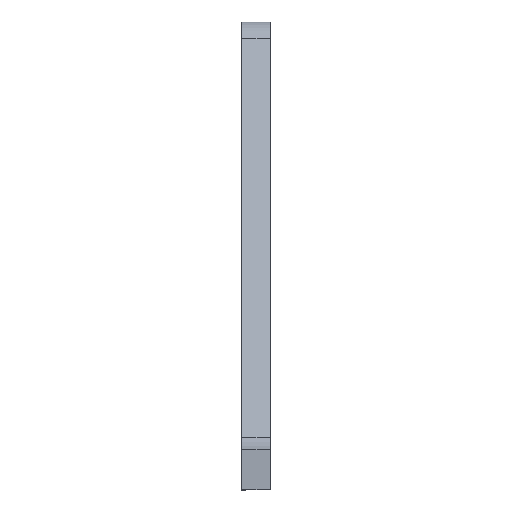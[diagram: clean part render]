
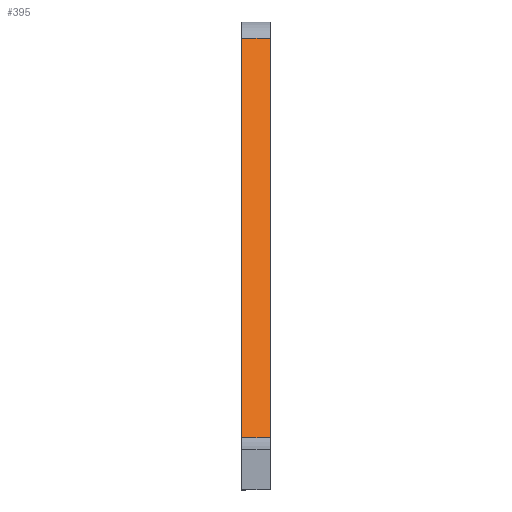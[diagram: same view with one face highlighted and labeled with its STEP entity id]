
A CAD part, front view. The second image highlights one B-rep face of the part: STEP entity #395.
In plain terms, the highlighted planar face has unit normal (0, -0.906, 0.423).
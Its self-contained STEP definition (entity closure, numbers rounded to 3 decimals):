
#99 = VERTEX_POINT('',#100);
#100 = CARTESIAN_POINT('',(0.,40.385,96.536));
#107 = EDGE_CURVE('',#108,#99,#110,.T.);
#108 = VERTEX_POINT('',#109);
#109 = CARTESIAN_POINT('',(0.,0.562,11.136));
#110 = LINE('',#111,#112);
#111 = CARTESIAN_POINT('',(0.,0.,9.931));
#112 = VECTOR('',#113,1.);
#113 = DIRECTION('',(0.,0.423,0.906));
#283 = EDGE_CURVE('',#108,#284,#286,.T.);
#284 = VERTEX_POINT('',#285);
#285 = CARTESIAN_POINT('',(-6.,0.562,11.136));
#286 = LINE('',#287,#288);
#287 = CARTESIAN_POINT('',(0.,0.562,11.136));
#288 = VECTOR('',#289,1.);
#289 = DIRECTION('',(-1.,0.,0.));
#395 = ADVANCED_FACE('',(#396),#414,.F.);
#396 = FACE_BOUND('',#397,.F.);
#397 = EDGE_LOOP('',(#398,#399,#400,#408));
#398 = ORIENTED_EDGE('',*,*,#107,.F.);
#399 = ORIENTED_EDGE('',*,*,#283,.T.);
#400 = ORIENTED_EDGE('',*,*,#401,.T.);
#401 = EDGE_CURVE('',#284,#402,#404,.T.);
#402 = VERTEX_POINT('',#403);
#403 = CARTESIAN_POINT('',(-6.,40.385,96.536));
#404 = LINE('',#405,#406);
#405 = CARTESIAN_POINT('',(-6.,0.,9.931));
#406 = VECTOR('',#407,1.);
#407 = DIRECTION('',(0.,0.423,0.906));
#408 = ORIENTED_EDGE('',*,*,#409,.F.);
#409 = EDGE_CURVE('',#99,#402,#410,.T.);
#410 = LINE('',#411,#412);
#411 = CARTESIAN_POINT('',(0.,40.385,96.536));
#412 = VECTOR('',#413,1.);
#413 = DIRECTION('',(-1.,0.,0.));
#414 = PLANE('',#415);
#415 = AXIS2_PLACEMENT_3D('',#416,#417,#418);
#416 = CARTESIAN_POINT('',(0.,0.,9.931));
#417 = DIRECTION('',(0.,0.906,-0.423));
#418 = DIRECTION('',(0.,0.423,0.906));
